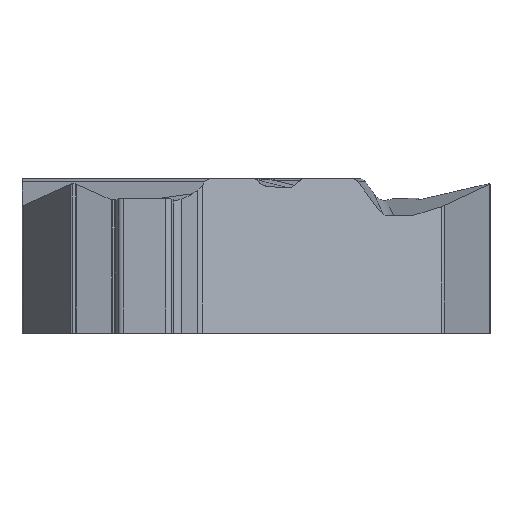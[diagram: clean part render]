
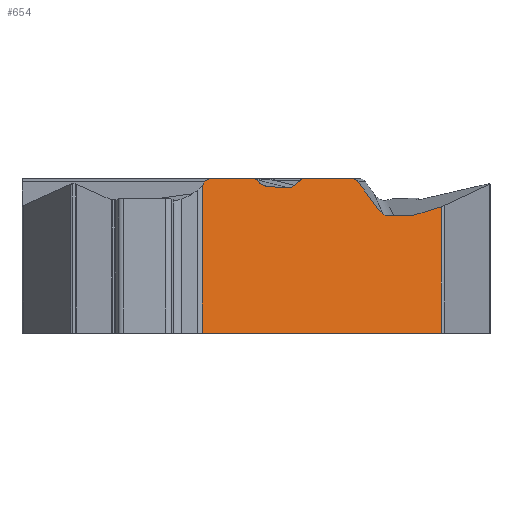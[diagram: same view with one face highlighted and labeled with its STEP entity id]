
A CAD part, front view. The second image highlights one B-rep face of the part: STEP entity #654.
In plain terms, the highlighted planar face has unit normal (0.5, -0.866, 0).
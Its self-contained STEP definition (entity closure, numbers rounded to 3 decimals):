
#63=PLANE('',#2222);
#119=FACE_OUTER_BOUND('',#830,.T.);
#230=ELLIPSE('',#2216,0.338,0.32);
#231=ELLIPSE('',#2217,0.392,0.32);
#232=ELLIPSE('',#2218,0.236,0.2);
#233=ELLIPSE('',#2219,0.167,0.15);
#234=ELLIPSE('',#2220,0.15,0.15);
#235=ELLIPSE('',#2221,0.227,0.2);
#312=LINE('',#3720,#498);
#313=LINE('',#3723,#499);
#314=LINE('',#3725,#500);
#315=LINE('',#3729,#501);
#316=LINE('',#3733,#502);
#317=LINE('',#3737,#503);
#318=LINE('',#3741,#504);
#319=LINE('',#3754,#505);
#320=LINE('',#3770,#506);
#321=LINE('',#3774,#507);
#322=LINE('',#3778,#508);
#323=LINE('',#3780,#509);
#498=VECTOR('',#2540,1.);
#499=VECTOR('',#2541,1.);
#500=VECTOR('',#2542,1.);
#501=VECTOR('',#2545,1.);
#502=VECTOR('',#2548,1.);
#503=VECTOR('',#2551,1.);
#504=VECTOR('',#2554,1.);
#505=VECTOR('',#2555,1.);
#506=VECTOR('',#2556,1.);
#507=VECTOR('',#2559,1.);
#508=VECTOR('',#2562,1.);
#509=VECTOR('',#2563,1.);
#654=ADVANCED_FACE('',(#119),#63,.F.);
#830=EDGE_LOOP('',(#1041,#1042,#1043,#1044,#1045,#1046,#1047,#1048,#1049,
#1050,#1051,#1052,#1053,#1054,#1055,#1056,#1057,#1058,#1059,#1060));
#1041=ORIENTED_EDGE('',*,*,#1839,.F.);
#1042=ORIENTED_EDGE('',*,*,#1840,.T.);
#1043=ORIENTED_EDGE('',*,*,#1841,.T.);
#1044=ORIENTED_EDGE('',*,*,#1842,.T.);
#1045=ORIENTED_EDGE('',*,*,#1843,.F.);
#1046=ORIENTED_EDGE('',*,*,#1844,.T.);
#1047=ORIENTED_EDGE('',*,*,#1845,.T.);
#1048=ORIENTED_EDGE('',*,*,#1846,.F.);
#1049=ORIENTED_EDGE('',*,*,#1847,.F.);
#1050=ORIENTED_EDGE('',*,*,#1848,.F.);
#1051=ORIENTED_EDGE('',*,*,#1849,.T.);
#1052=ORIENTED_EDGE('',*,*,#1850,.T.);
#1053=ORIENTED_EDGE('',*,*,#1851,.T.);
#1054=ORIENTED_EDGE('',*,*,#1852,.T.);
#1055=ORIENTED_EDGE('',*,*,#1853,.T.);
#1056=ORIENTED_EDGE('',*,*,#1854,.F.);
#1057=ORIENTED_EDGE('',*,*,#1855,.F.);
#1058=ORIENTED_EDGE('',*,*,#1856,.F.);
#1059=ORIENTED_EDGE('',*,*,#1857,.T.);
#1060=ORIENTED_EDGE('',*,*,#1858,.T.);
#1621=VERTEX_POINT('',#3721);
#1622=VERTEX_POINT('',#3722);
#1623=VERTEX_POINT('',#3724);
#1624=VERTEX_POINT('',#3726);
#1625=VERTEX_POINT('',#3728);
#1626=VERTEX_POINT('',#3730);
#1627=VERTEX_POINT('',#3732);
#1628=VERTEX_POINT('',#3734);
#1629=VERTEX_POINT('',#3736);
#1630=VERTEX_POINT('',#3738);
#1631=VERTEX_POINT('',#3740);
#1632=VERTEX_POINT('',#3742);
#1633=VERTEX_POINT('',#3753);
#1634=VERTEX_POINT('',#3755);
#1635=VERTEX_POINT('',#3769);
#1636=VERTEX_POINT('',#3771);
#1637=VERTEX_POINT('',#3773);
#1638=VERTEX_POINT('',#3775);
#1639=VERTEX_POINT('',#3777);
#1640=VERTEX_POINT('',#3779);
#1839=EDGE_CURVE('',#1621,#1622,#312,.T.);
#1840=EDGE_CURVE('',#1621,#1623,#313,.T.);
#1841=EDGE_CURVE('',#1623,#1624,#314,.T.);
#1842=EDGE_CURVE('',#1624,#1625,#230,.T.);
#1843=EDGE_CURVE('',#1626,#1625,#315,.T.);
#1844=EDGE_CURVE('',#1626,#1627,#231,.T.);
#1845=EDGE_CURVE('',#1627,#1628,#316,.T.);
#1846=EDGE_CURVE('',#1629,#1628,#232,.T.);
#1847=EDGE_CURVE('',#1630,#1629,#317,.T.);
#1848=EDGE_CURVE('',#1631,#1630,#233,.T.);
#1849=EDGE_CURVE('',#1631,#1632,#318,.T.);
#1850=EDGE_CURVE('',#1632,#1633,#2125,.T.);
#1851=EDGE_CURVE('',#1633,#1634,#319,.T.);
#1852=EDGE_CURVE('',#1634,#1635,#2126,.T.);
#1853=EDGE_CURVE('',#1635,#1636,#320,.T.);
#1854=EDGE_CURVE('',#1637,#1636,#234,.T.);
#1855=EDGE_CURVE('',#1638,#1637,#321,.T.);
#1856=EDGE_CURVE('',#1639,#1638,#235,.T.);
#1857=EDGE_CURVE('',#1639,#1640,#322,.T.);
#1858=EDGE_CURVE('',#1640,#1622,#323,.T.);
#2125=B_SPLINE_CURVE_WITH_KNOTS('',3,(#3743,#3744,#3745,#3746,#3747,#3748,
#3749,#3750,#3751,#3752),.UNSPECIFIED.,.F.,.F.,(4,3,3,4),(0.,0.474,
0.706,1.),.UNSPECIFIED.);
#2126=B_SPLINE_CURVE_WITH_KNOTS('',3,(#3756,#3757,#3758,#3759,#3760,#3761,
#3762,#3763,#3764,#3765,#3766,#3767,#3768),.UNSPECIFIED.,.F.,.F.,(4,3,3,
3,4),(0.,0.25,0.499,0.746,1.),
 .UNSPECIFIED.);
#2216=AXIS2_PLACEMENT_3D('',#3727,#2543,#2544);
#2217=AXIS2_PLACEMENT_3D('',#3731,#2546,#2547);
#2218=AXIS2_PLACEMENT_3D('',#3735,#2549,#2550);
#2219=AXIS2_PLACEMENT_3D('',#3739,#2552,#2553);
#2220=AXIS2_PLACEMENT_3D('',#3772,#2557,#2558);
#2221=AXIS2_PLACEMENT_3D('',#3776,#2560,#2561);
#2222=AXIS2_PLACEMENT_3D('',#3781,#2564,#2565);
#2540=DIRECTION('',(-0.866,-0.5,0.));
#2541=DIRECTION('',(0.,0.,1.));
#2542=DIRECTION('',(-0.837,-0.483,-0.259));
#2543=DIRECTION('',(-0.5,0.866,0.));
#2544=DIRECTION('',(-0.837,-0.483,-0.259));
#2545=DIRECTION('',(0.866,0.5,0.));
#2546=DIRECTION('',(-0.5,0.866,0.));
#2547=DIRECTION('',(-0.859,-0.496,0.124));
#2548=DIRECTION('',(-0.563,-0.325,0.759));
#2549=DIRECTION('',(-0.5,0.866,0.));
#2550=DIRECTION('',(0.866,0.5,0.));
#2551=DIRECTION('',(0.866,0.5,0.));
#2552=DIRECTION('',(-0.5,0.866,0.));
#2553=DIRECTION('',(-0.866,-0.5,0.));
#2554=DIRECTION('',(-0.687,-0.397,-0.608));
#2555=DIRECTION('',(-0.865,-0.499,0.049));
#2556=DIRECTION('',(-0.656,-0.378,0.653));
#2557=DIRECTION('',(-0.5,0.866,0.));
#2558=DIRECTION('',(0.866,0.5,0.));
#2559=DIRECTION('',(0.866,0.5,0.));
#2560=DIRECTION('',(-0.5,0.866,0.));
#2561=DIRECTION('',(0.866,0.5,0.));
#2562=DIRECTION('',(-0.55,-0.318,-0.772));
#2563=DIRECTION('',(0.,0.,-1.));
#2564=DIRECTION('',(-0.5,0.866,0.));
#2565=DIRECTION('',(-0.866,-0.5,0.));
#3720=CARTESIAN_POINT('',(8.733,-0.457,-3.97));
#3721=CARTESIAN_POINT('',(6.62,-1.677,-3.97));
#3722=CARTESIAN_POINT('',(0.133,-5.422,-3.97));
#3723=CARTESIAN_POINT('',(6.62,-1.677,0.08));
#3724=CARTESIAN_POINT('',(6.62,-1.677,-0.538));
#3725=CARTESIAN_POINT('',(-3.128,-7.305,-3.554));
#3726=CARTESIAN_POINT('',(5.876,-2.107,-0.768));
#3727=CARTESIAN_POINT('',(5.805,-2.148,-0.459));
#3728=CARTESIAN_POINT('',(5.797,-2.153,-0.78));
#3729=CARTESIAN_POINT('',(-3.971,-7.792,-0.78));
#3730=CARTESIAN_POINT('',(5.222,-2.484,-0.78));
#3731=CARTESIAN_POINT('',(5.205,-2.494,-0.459));
#3732=CARTESIAN_POINT('',(4.932,-2.652,-0.635));
#3733=CARTESIAN_POINT('',(0.857,-5.004,4.856));
#3734=CARTESIAN_POINT('',(4.358,-2.983,0.138));
#3735=CARTESIAN_POINT('',(4.193,-3.078,0.02));
#3736=CARTESIAN_POINT('',(4.193,-3.078,0.22));
#3737=CARTESIAN_POINT('',(-3.971,-7.792,0.22));
#3738=CARTESIAN_POINT('',(2.884,-3.834,0.22));
#3739=CARTESIAN_POINT('',(2.884,-3.834,0.07));
#3740=CARTESIAN_POINT('',(2.79,-3.888,0.184));
#3741=CARTESIAN_POINT('',(-1.514,-6.373,-3.623));
#3742=CARTESIAN_POINT('',(2.626,-3.983,0.039));
#3743=CARTESIAN_POINT('',(2.626,-3.983,0.039));
#3744=CARTESIAN_POINT('',(2.603,-3.996,0.019));
#3745=CARTESIAN_POINT('',(2.577,-4.011,0.003));
#3746=CARTESIAN_POINT('',(2.55,-4.027,-0.007));
#3747=CARTESIAN_POINT('',(2.536,-4.035,-0.012));
#3748=CARTESIAN_POINT('',(2.522,-4.043,-0.016));
#3749=CARTESIAN_POINT('',(2.508,-4.051,-0.018));
#3750=CARTESIAN_POINT('',(2.49,-4.061,-0.022));
#3751=CARTESIAN_POINT('',(2.472,-4.072,-0.023));
#3752=CARTESIAN_POINT('',(2.454,-4.082,-0.022));
#3753=CARTESIAN_POINT('',(2.454,-4.082,-0.022));
#3754=CARTESIAN_POINT('',(8.714,-0.468,-0.373));
#3755=CARTESIAN_POINT('',(1.894,-4.406,0.01));
#3756=CARTESIAN_POINT('',(1.894,-4.406,0.01));
#3757=CARTESIAN_POINT('',(1.878,-4.415,0.011));
#3758=CARTESIAN_POINT('',(1.863,-4.424,0.013));
#3759=CARTESIAN_POINT('',(1.847,-4.433,0.017));
#3760=CARTESIAN_POINT('',(1.832,-4.442,0.021));
#3761=CARTESIAN_POINT('',(1.817,-4.45,0.026));
#3762=CARTESIAN_POINT('',(1.802,-4.459,0.033));
#3763=CARTESIAN_POINT('',(1.788,-4.467,0.04));
#3764=CARTESIAN_POINT('',(1.774,-4.475,0.048));
#3765=CARTESIAN_POINT('',(1.761,-4.483,0.057));
#3766=CARTESIAN_POINT('',(1.747,-4.491,0.067));
#3767=CARTESIAN_POINT('',(1.734,-4.498,0.078));
#3768=CARTESIAN_POINT('',(1.722,-4.505,0.09));
#3769=CARTESIAN_POINT('',(1.722,-4.505,0.09));
#3770=CARTESIAN_POINT('',(5.744,-2.183,-3.919));
#3771=CARTESIAN_POINT('',(1.628,-4.559,0.184));
#3772=CARTESIAN_POINT('',(1.543,-4.608,0.07));
#3773=CARTESIAN_POINT('',(1.543,-4.608,0.22));
#3774=CARTESIAN_POINT('',(8.733,-0.457,0.22));
#3775=CARTESIAN_POINT('',(0.359,-5.292,0.22));
#3776=CARTESIAN_POINT('',(0.359,-5.292,0.02));
#3777=CARTESIAN_POINT('',(0.2,-5.384,0.138));
#3778=CARTESIAN_POINT('',(3.621,-3.409,4.938));
#3779=CARTESIAN_POINT('',(0.133,-5.422,0.044));
#3780=CARTESIAN_POINT('',(0.133,-5.422,0.08));
#3781=CARTESIAN_POINT('',(8.733,-0.457,0.08));
